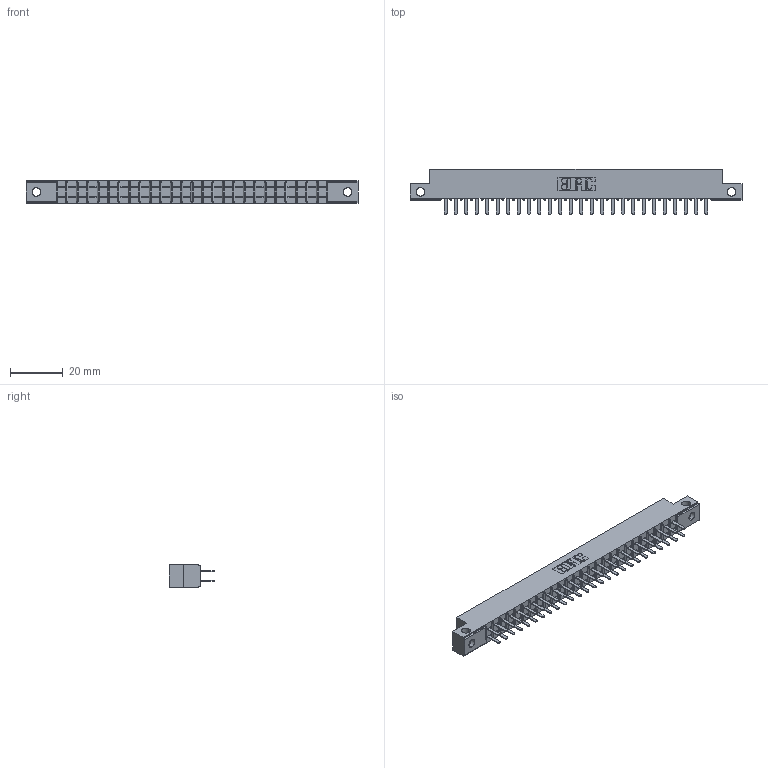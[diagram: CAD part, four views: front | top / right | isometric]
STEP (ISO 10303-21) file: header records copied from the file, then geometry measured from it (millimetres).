
FILE_DESCRIPTION (( 'STEP AP203' ), '1' );
FILE_NAME ('305-052-520-212.STEP', '2020-09-19T22:49:29', ( '' ), ( '' ), 'SwSTEP 2.0', 'SolidWorks 2020', '' );
FILE_SCHEMA (( 'CONFIG_CONTROL_DESIGN' ));
Length unit declared in the file: inch
Products named in the file (3): 305 Part_.128 Dia; 305-052-520-212; 305-290-001_520
Assembly tree (53 placements, depth 2):
  305-052-520-212
    305 Part_.128 Dia
    305-290-001_520  x52
Bounding box: 126.03 x 17.09 x 8.71 mm (x, y, z)
Volume: 7754.5 mm3; surface area: 14925 mm2
Topology: 53 solids, 53 shells, 2520 faces, 7190 edges, 4648 vertices
Faces by surface type: plane 1472, cylinder 944, sphere 104
Entity records: 30385 total; most frequent: CARTESIAN_POINT 5076, ORIENTED_EDGE 4992, DIRECTION 4862, EDGE_CURVE 2496, LINE 1986, VECTOR 1986, VERTEX_POINT 1588, AXIS2_PLACEMENT_3D 1438
